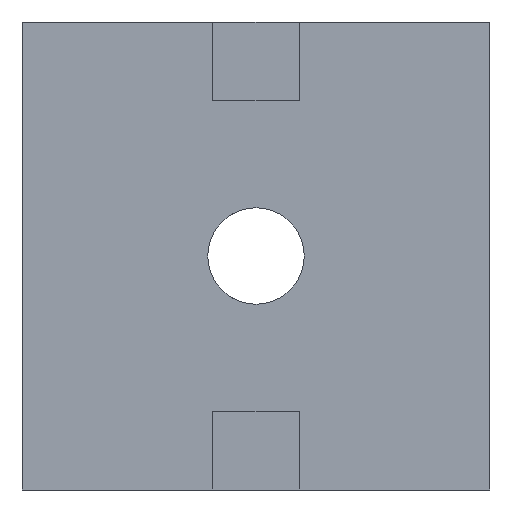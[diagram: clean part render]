
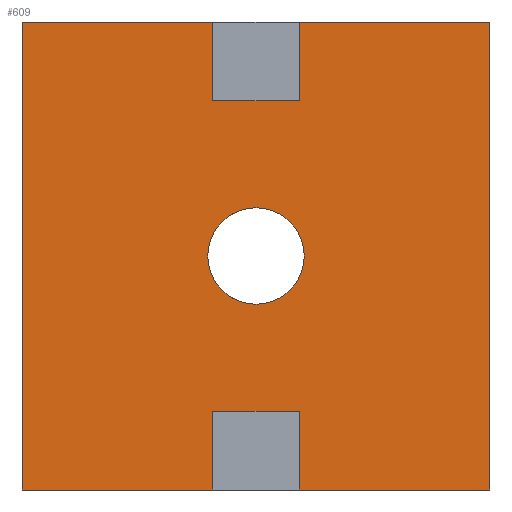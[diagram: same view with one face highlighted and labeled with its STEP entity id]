
A CAD part, front view. The second image highlights one B-rep face of the part: STEP entity #609.
In plain terms, the highlighted planar face has unit normal (0, -1, 0).
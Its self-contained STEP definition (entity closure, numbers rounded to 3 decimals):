
#2 = CARTESIAN_POINT ( 'NONE',  ( -3.7, -10., 6.75 ) ) ;
#25 = CIRCLE ( 'NONE', #773, 4.125 ) ;
#29 = CARTESIAN_POINT ( 'NONE',  ( -20., -10., 40. ) ) ;
#42 = VECTOR ( 'NONE', #615, 1000. ) ;
#43 = CIRCLE ( 'NONE', #178, 4.125 ) ;
#46 = DIRECTION ( 'NONE',  ( 1., 0., 0. ) ) ;
#48 = ORIENTED_EDGE ( 'NONE', *, *, #640, .F. ) ;
#54 = DIRECTION ( 'NONE',  ( 0., 0., -1. ) ) ;
#55 = EDGE_CURVE ( 'NONE', #927, #762, #173, .T. ) ;
#63 = CARTESIAN_POINT ( 'NONE',  ( -3.7, -10., 33.25 ) ) ;
#72 = VERTEX_POINT ( 'NONE', #352 ) ;
#81 = CARTESIAN_POINT ( 'NONE',  ( 20., -10., 40. ) ) ;
#84 = FACE_OUTER_BOUND ( 'NONE', #679, .T. ) ;
#86 = VERTEX_POINT ( 'NONE', #631 ) ;
#140 = VERTEX_POINT ( 'NONE', #487 ) ;
#154 = CARTESIAN_POINT ( 'NONE',  ( -3.7, -10., 33.25 ) ) ;
#164 = LINE ( 'NONE', #1005, #580 ) ;
#173 = LINE ( 'NONE', #601, #320 ) ;
#178 = AXIS2_PLACEMENT_3D ( 'NONE', #205, #355, #193 ) ;
#180 = DIRECTION ( 'NONE',  ( 0., 0., 1. ) ) ;
#193 = DIRECTION ( 'NONE',  ( 0., 0., -1. ) ) ;
#205 = CARTESIAN_POINT ( 'NONE',  ( 0., -10., 20. ) ) ;
#217 = AXIS2_PLACEMENT_3D ( 'NONE', #344, #1004, #747 ) ;
#218 = LINE ( 'NONE', #154, #359 ) ;
#246 = DIRECTION ( 'NONE',  ( 0., 0., -1. ) ) ;
#252 = CARTESIAN_POINT ( 'NONE',  ( 20., -10., 40. ) ) ;
#260 = ORIENTED_EDGE ( 'NONE', *, *, #724, .F. ) ;
#265 = EDGE_CURVE ( 'NONE', #762, #711, #164, .T. ) ;
#284 = EDGE_CURVE ( 'NONE', #86, #140, #1048, .T. ) ;
#300 = ORIENTED_EDGE ( 'NONE', *, *, #55, .F. ) ;
#305 = EDGE_LOOP ( 'NONE', ( #545, #260 ) ) ;
#307 = LINE ( 'NONE', #484, #551 ) ;
#315 = CARTESIAN_POINT ( 'NONE',  ( -3.7, -10., 6.75 ) ) ;
#320 = VECTOR ( 'NONE', #1012, 1000. ) ;
#344 = CARTESIAN_POINT ( 'NONE',  ( -20., -10., 40. ) ) ;
#352 = CARTESIAN_POINT ( 'NONE',  ( 20., -10., 0. ) ) ;
#355 = DIRECTION ( 'NONE',  ( 0., -1., 0. ) ) ;
#357 = DIRECTION ( 'NONE',  ( 0., -1., 0. ) ) ;
#359 = VECTOR ( 'NONE', #54, 1000. ) ;
#364 = CARTESIAN_POINT ( 'NONE',  ( 0., -10., 20. ) ) ;
#388 = VERTEX_POINT ( 'NONE', #1026 ) ;
#412 = DIRECTION ( 'NONE',  ( -1., 0., 0. ) ) ;
#431 = CARTESIAN_POINT ( 'NONE',  ( 0., -10., 15.875 ) ) ;
#434 = CARTESIAN_POINT ( 'NONE',  ( 3.7, -10., 6.75 ) ) ;
#435 = EDGE_CURVE ( 'NONE', #687, #783, #460, .T. ) ;
#459 = CARTESIAN_POINT ( 'NONE',  ( 3.7, -10., 0. ) ) ;
#460 = LINE ( 'NONE', #29, #860 ) ;
#467 = VERTEX_POINT ( 'NONE', #63 ) ;
#473 = DIRECTION ( 'NONE',  ( 1., 0., 0. ) ) ;
#477 = CARTESIAN_POINT ( 'NONE',  ( 3.7, -10., 40. ) ) ;
#484 = CARTESIAN_POINT ( 'NONE',  ( -20., -10., 0. ) ) ;
#487 = CARTESIAN_POINT ( 'NONE',  ( -3.7, -10., 0. ) ) ;
#512 = EDGE_CURVE ( 'NONE', #467, #927, #739, .T. ) ;
#514 = DIRECTION ( 'NONE',  ( 1., 0., 0. ) ) ;
#524 = DIRECTION ( 'NONE',  ( 0., 0., -1. ) ) ;
#545 = ORIENTED_EDGE ( 'NONE', *, *, #1014, .F. ) ;
#546 = CARTESIAN_POINT ( 'NONE',  ( -20., -10., 40. ) ) ;
#551 = VECTOR ( 'NONE', #473, 1000. ) ;
#580 = VECTOR ( 'NONE', #514, 1000. ) ;
#590 = CARTESIAN_POINT ( 'NONE',  ( 3.7, -10., 6.75 ) ) ;
#594 = ORIENTED_EDGE ( 'NONE', *, *, #836, .T. ) ;
#596 = VECTOR ( 'NONE', #646, 1000. ) ;
#601 = CARTESIAN_POINT ( 'NONE',  ( 3.7, -10., 33.25 ) ) ;
#608 = CARTESIAN_POINT ( 'NONE',  ( -20., -10., 0. ) ) ;
#609 = ADVANCED_FACE ( 'NONE', ( #758, #84 ), #910, .F. ) ;
#615 = DIRECTION ( 'NONE',  ( 1., 0., 0. ) ) ;
#618 = ORIENTED_EDGE ( 'NONE', *, *, #265, .F. ) ;
#631 = CARTESIAN_POINT ( 'NONE',  ( -20., -10., 0. ) ) ;
#640 = EDGE_CURVE ( 'NONE', #650, #388, #1010, .T. ) ;
#646 = DIRECTION ( 'NONE',  ( 0., 0., -1. ) ) ;
#650 = VERTEX_POINT ( 'NONE', #590 ) ;
#658 = EDGE_CURVE ( 'NONE', #711, #72, #821, .T. ) ;
#679 = EDGE_LOOP ( 'NONE', ( #1059, #48, #1055, #594, #810, #618, #300, #866, #694, #746, #737, #705 ) ) ;
#687 = VERTEX_POINT ( 'NONE', #830 ) ;
#694 = ORIENTED_EDGE ( 'NONE', *, *, #898, .F. ) ;
#705 = ORIENTED_EDGE ( 'NONE', *, *, #284, .T. ) ;
#709 = VECTOR ( 'NONE', #730, 1000. ) ;
#711 = VERTEX_POINT ( 'NONE', #81 ) ;
#713 = LINE ( 'NONE', #546, #743 ) ;
#724 = EDGE_CURVE ( 'NONE', #778, #980, #43, .T. ) ;
#730 = DIRECTION ( 'NONE',  ( 1., 0., 0. ) ) ;
#734 = LINE ( 'NONE', #315, #596 ) ;
#737 = ORIENTED_EDGE ( 'NONE', *, *, #906, .T. ) ;
#739 = LINE ( 'NONE', #1071, #709 ) ;
#743 = VECTOR ( 'NONE', #790, 1000. ) ;
#746 = ORIENTED_EDGE ( 'NONE', *, *, #435, .F. ) ;
#747 = DIRECTION ( 'NONE',  ( 0., 0., 1. ) ) ;
#758 = FACE_BOUND ( 'NONE', #305, .T. ) ;
#762 = VERTEX_POINT ( 'NONE', #477 ) ;
#773 = AXIS2_PLACEMENT_3D ( 'NONE', #364, #357, #524 ) ;
#778 = VERTEX_POINT ( 'NONE', #796 ) ;
#783 = VERTEX_POINT ( 'NONE', #982 ) ;
#790 = DIRECTION ( 'NONE',  ( 0., 0., -1. ) ) ;
#792 = VECTOR ( 'NONE', #412, 1000. ) ;
#796 = CARTESIAN_POINT ( 'NONE',  ( 0., -10., 24.125 ) ) ;
#810 = ORIENTED_EDGE ( 'NONE', *, *, #658, .F. ) ;
#821 = LINE ( 'NONE', #252, #884 ) ;
#830 = CARTESIAN_POINT ( 'NONE',  ( -20., -10., 40. ) ) ;
#836 = EDGE_CURVE ( 'NONE', #1013, #72, #307, .T. ) ;
#838 = LINE ( 'NONE', #434, #861 ) ;
#860 = VECTOR ( 'NONE', #46, 1000. ) ;
#861 = VECTOR ( 'NONE', #180, 1000. ) ;
#866 = ORIENTED_EDGE ( 'NONE', *, *, #512, .F. ) ;
#877 = EDGE_CURVE ( 'NONE', #388, #140, #734, .T. ) ;
#884 = VECTOR ( 'NONE', #246, 1000. ) ;
#898 = EDGE_CURVE ( 'NONE', #783, #467, #218, .T. ) ;
#906 = EDGE_CURVE ( 'NONE', #687, #86, #713, .T. ) ;
#910 = PLANE ( 'NONE',  #217 ) ;
#927 = VERTEX_POINT ( 'NONE', #977 ) ;
#977 = CARTESIAN_POINT ( 'NONE',  ( 3.7, -10., 33.25 ) ) ;
#980 = VERTEX_POINT ( 'NONE', #431 ) ;
#982 = CARTESIAN_POINT ( 'NONE',  ( -3.7, -10., 40. ) ) ;
#1004 = DIRECTION ( 'NONE',  ( 0., 1., 0. ) ) ;
#1005 = CARTESIAN_POINT ( 'NONE',  ( -20., -10., 40. ) ) ;
#1010 = LINE ( 'NONE', #2, #792 ) ;
#1012 = DIRECTION ( 'NONE',  ( 0., 0., 1. ) ) ;
#1013 = VERTEX_POINT ( 'NONE', #459 ) ;
#1014 = EDGE_CURVE ( 'NONE', #980, #778, #25, .T. ) ;
#1026 = CARTESIAN_POINT ( 'NONE',  ( -3.7, -10., 6.75 ) ) ;
#1048 = LINE ( 'NONE', #608, #42 ) ;
#1055 = ORIENTED_EDGE ( 'NONE', *, *, #1074, .F. ) ;
#1059 = ORIENTED_EDGE ( 'NONE', *, *, #877, .F. ) ;
#1071 = CARTESIAN_POINT ( 'NONE',  ( -3.7, -10., 33.25 ) ) ;
#1074 = EDGE_CURVE ( 'NONE', #1013, #650, #838, .T. ) ;
